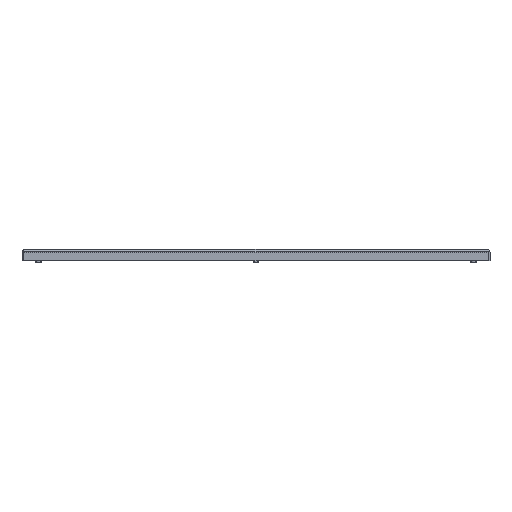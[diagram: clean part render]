
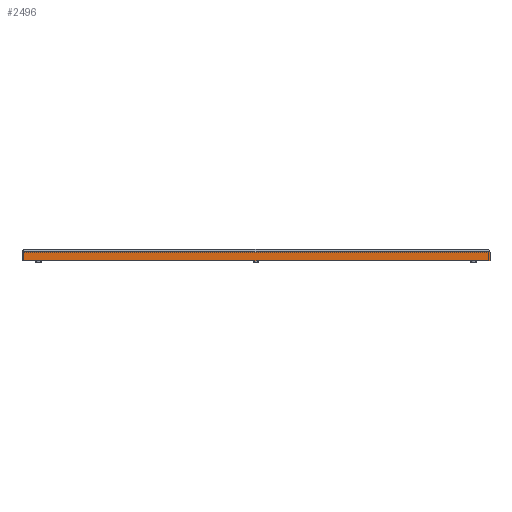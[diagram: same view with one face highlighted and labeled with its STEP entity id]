
A CAD part, front view. The second image highlights one B-rep face of the part: STEP entity #2496.
In plain terms, the highlighted planar face has unit normal (0, -1, 0).
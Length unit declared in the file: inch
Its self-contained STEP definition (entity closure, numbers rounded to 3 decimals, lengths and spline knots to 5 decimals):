
#45 = EDGE_CURVE ( 'NONE', #1495, #6213, #1915, .T. ) ;
#182 = CARTESIAN_POINT ( 'NONE',  ( 8.75, -12.75, 0.2095 ) ) ;
#190 = VECTOR ( 'NONE', #3923, 39.37008 ) ;
#298 = VERTEX_POINT ( 'NONE', #6258 ) ;
#659 = CARTESIAN_POINT ( 'NONE',  ( -8.75, -12.75, -0.21255 ) ) ;
#689 = PLANE ( 'NONE',  #6397 ) ;
#718 = DIRECTION ( 'NONE',  ( 0., 0., -1. ) ) ;
#912 = LINE ( 'NONE', #5403, #190 ) ;
#974 = ORIENTED_EDGE ( 'NONE', *, *, #6417, .T. ) ;
#1440 = EDGE_CURVE ( 'NONE', #2471, #6213, #3774, .T. ) ;
#1495 = VERTEX_POINT ( 'NONE', #659 ) ;
#1672 = FACE_OUTER_BOUND ( 'NONE', #6153, .T. ) ;
#1915 = LINE ( 'NONE', #3897, #6054 ) ;
#2350 = LINE ( 'NONE', #4771, #6416 ) ;
#2471 = VERTEX_POINT ( 'NONE', #3650 ) ;
#2496 = ADVANCED_FACE ( 'NONE', ( #1672 ), #689, .F. ) ;
#3208 = DIRECTION ( 'NONE',  ( 0., 1., 0. ) ) ;
#3650 = CARTESIAN_POINT ( 'NONE',  ( 8.75, -12.75, 0.09769 ) ) ;
#3774 = LINE ( 'NONE', #182, #4968 ) ;
#3862 = DIRECTION ( 'NONE',  ( 1., 0., 0. ) ) ;
#3897 = CARTESIAN_POINT ( 'NONE',  ( -8.75, -12.75, -0.21255 ) ) ;
#3923 = DIRECTION ( 'NONE',  ( 0., 0., -1. ) ) ;
#4219 = CARTESIAN_POINT ( 'NONE',  ( -8.75, -12.75, 0.2095 ) ) ;
#4269 = DIRECTION ( 'NONE',  ( -1., 0., 0. ) ) ;
#4771 = CARTESIAN_POINT ( 'NONE',  ( -8.75, -12.75, 0.09769 ) ) ;
#4968 = VECTOR ( 'NONE', #718, 39.37008 ) ;
#5050 = EDGE_CURVE ( 'NONE', #2471, #298, #2350, .T. ) ;
#5400 = CARTESIAN_POINT ( 'NONE',  ( 8.75, -12.75, -0.21255 ) ) ;
#5403 = CARTESIAN_POINT ( 'NONE',  ( -8.75, -12.75, 0.2095 ) ) ;
#5496 = ORIENTED_EDGE ( 'NONE', *, *, #45, .T. ) ;
#5746 = DIRECTION ( 'NONE',  ( 0., 0., 1. ) ) ;
#6054 = VECTOR ( 'NONE', #3862, 39.37008 ) ;
#6074 = ORIENTED_EDGE ( 'NONE', *, *, #1440, .F. ) ;
#6153 = EDGE_LOOP ( 'NONE', ( #6074, #6361, #974, #5496 ) ) ;
#6213 = VERTEX_POINT ( 'NONE', #5400 ) ;
#6258 = CARTESIAN_POINT ( 'NONE',  ( -8.75, -12.75, 0.09769 ) ) ;
#6361 = ORIENTED_EDGE ( 'NONE', *, *, #5050, .T. ) ;
#6397 = AXIS2_PLACEMENT_3D ( 'NONE', #4219, #3208, #5746 ) ;
#6416 = VECTOR ( 'NONE', #4269, 39.37008 ) ;
#6417 = EDGE_CURVE ( 'NONE', #298, #1495, #912, .T. ) ;
